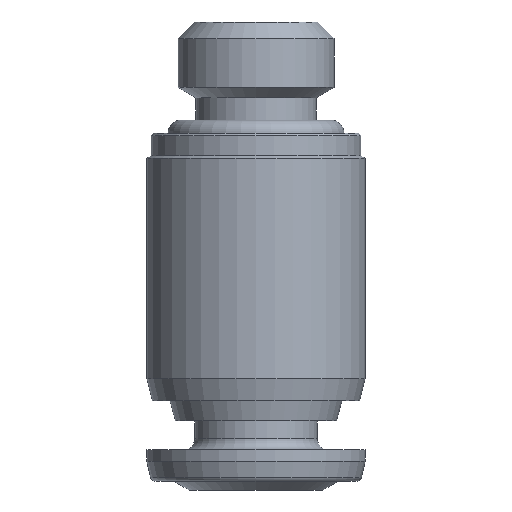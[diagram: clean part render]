
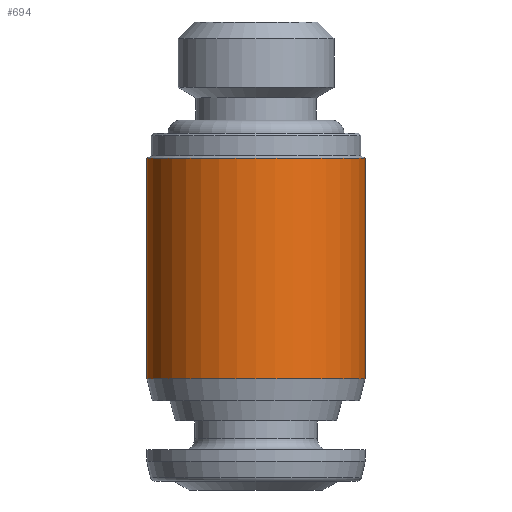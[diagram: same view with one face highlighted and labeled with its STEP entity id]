
A CAD part, front view. The second image highlights one B-rep face of the part: STEP entity #694.
In plain terms, the highlighted cylindrical face has radius 4.9 mm (diameter 9.8 mm), a full revolution.
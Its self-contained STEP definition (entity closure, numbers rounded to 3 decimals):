
#26=CYLINDRICAL_SURFACE('',#747,4.9);
#42=CIRCLE('',#746,4.9);
#43=CIRCLE('',#748,4.9);
#130=ORIENTED_EDGE('',*,*,#208,.F.);
#131=ORIENTED_EDGE('',*,*,#207,.T.);
#207=EDGE_CURVE('',#248,#248,#42,.T.);
#208=EDGE_CURVE('',#249,#249,#43,.T.);
#248=VERTEX_POINT('',#1030);
#249=VERTEX_POINT('',#1033);
#306=EDGE_LOOP('',(#130));
#307=EDGE_LOOP('',(#131));
#372=FACE_BOUND('',#306,.T.);
#373=FACE_BOUND('',#307,.T.);
#694=ADVANCED_FACE('',(#372,#373),#26,.T.);
#746=AXIS2_PLACEMENT_3D('',#1029,#847,#848);
#747=AXIS2_PLACEMENT_3D('',#1031,#849,#850);
#748=AXIS2_PLACEMENT_3D('',#1032,#851,#852);
#847=DIRECTION('',(0.,0.,-1.));
#848=DIRECTION('',(-1.,0.,0.));
#849=DIRECTION('',(0.,0.,-1.));
#850=DIRECTION('',(-1.,0.,0.));
#851=DIRECTION('',(0.,0.,-1.));
#852=DIRECTION('',(-1.,0.,0.));
#1029=CARTESIAN_POINT('',(0.,0.,-6.115));
#1030=CARTESIAN_POINT('',(-4.9,0.,-6.115));
#1031=CARTESIAN_POINT('',(0.,0.,-21.));
#1032=CARTESIAN_POINT('',(0.,0.,-16.));
#1033=CARTESIAN_POINT('',(-4.9,0.,-16.));
